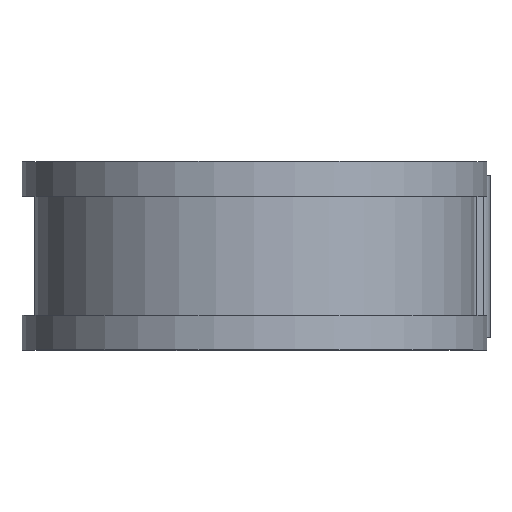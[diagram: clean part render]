
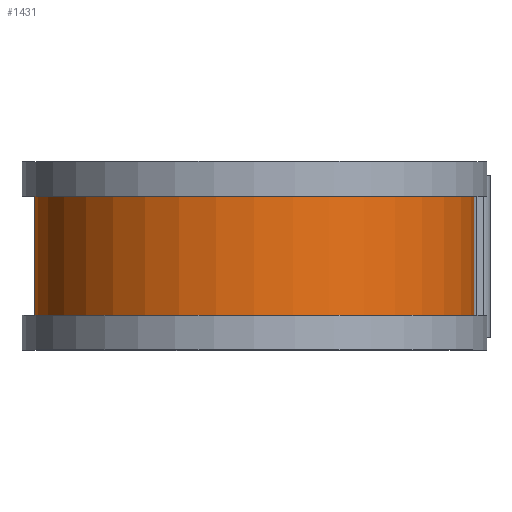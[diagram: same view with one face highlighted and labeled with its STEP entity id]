
A CAD part, top view. The second image highlights one B-rep face of the part: STEP entity #1431.
In plain terms, the highlighted cylindrical face has radius 25.756 mm (diameter 51.511 mm), a partial arc.
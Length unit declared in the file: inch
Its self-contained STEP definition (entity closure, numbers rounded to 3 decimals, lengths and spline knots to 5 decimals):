
#96 = VECTOR ( 'NONE', #1537, 39.37008 ) ;
#148 = DIRECTION ( 'NONE',  ( 0., 0., -1. ) ) ;
#279 = AXIS2_PLACEMENT_3D ( 'NONE', #528, #1456, #661 ) ;
#323 = VECTOR ( 'NONE', #1285, 39.37008 ) ;
#440 = FACE_OUTER_BOUND ( 'NONE', #1449, .T. ) ;
#460 = CARTESIAN_POINT ( 'NONE',  ( 0., 0.375, 0. ) ) ;
#528 = CARTESIAN_POINT ( 'NONE',  ( 0., 0.275, 0. ) ) ;
#607 = CARTESIAN_POINT ( 'NONE',  ( 0., 0.275, -1.014 ) ) ;
#608 = AXIS2_PLACEMENT_3D ( 'NONE', #1749, #895, #148 ) ;
#617 = EDGE_CURVE ( 'NONE', #972, #1416, #1501, .T. ) ;
#661 = DIRECTION ( 'NONE',  ( 0., 0., -1. ) ) ;
#895 = DIRECTION ( 'NONE',  ( 0., -1., 0. ) ) ;
#947 = DIRECTION ( 'NONE',  ( 0., -1., 0. ) ) ;
#972 = VERTEX_POINT ( 'NONE', #607 ) ;
#988 = LINE ( 'NONE', #1709, #323 ) ;
#1023 = EDGE_CURVE ( 'NONE', #1143, #1074, #988, .T. ) ;
#1057 = EDGE_CURVE ( 'NONE', #1143, #972, #1683, .T. ) ;
#1069 = EDGE_CURVE ( 'NONE', #1074, #1416, #1308, .T. ) ;
#1074 = VERTEX_POINT ( 'NONE', #1720 ) ;
#1081 = DIRECTION ( 'NONE',  ( 0., 0., -1. ) ) ;
#1140 = ORIENTED_EDGE ( 'NONE', *, *, #1057, .T. ) ;
#1143 = VERTEX_POINT ( 'NONE', #1622 ) ;
#1190 = ORIENTED_EDGE ( 'NONE', *, *, #1023, .F. ) ;
#1285 = DIRECTION ( 'NONE',  ( 0., -1., 0. ) ) ;
#1308 = CIRCLE ( 'NONE', #608, 1.014 ) ;
#1416 = VERTEX_POINT ( 'NONE', #1663 ) ;
#1431 = ADVANCED_FACE ( 'NONE', ( #440 ), #1457, .T. ) ;
#1449 = EDGE_LOOP ( 'NONE', ( #1190, #1140, #1504, #1744 ) ) ;
#1456 = DIRECTION ( 'NONE',  ( 0., -1., 0. ) ) ;
#1457 = CYLINDRICAL_SURFACE ( 'NONE', #1467, 1.014 ) ;
#1467 = AXIS2_PLACEMENT_3D ( 'NONE', #460, #947, #1081 ) ;
#1501 = LINE ( 'NONE', #1514, #96 ) ;
#1504 = ORIENTED_EDGE ( 'NONE', *, *, #617, .T. ) ;
#1514 = CARTESIAN_POINT ( 'NONE',  ( 0., 0.375, -1.014 ) ) ;
#1537 = DIRECTION ( 'NONE',  ( 0., -1., 0. ) ) ;
#1622 = CARTESIAN_POINT ( 'NONE',  ( 1.014, 0.275, 0. ) ) ;
#1663 = CARTESIAN_POINT ( 'NONE',  ( 0., -0.275, -1.014 ) ) ;
#1683 = CIRCLE ( 'NONE', #279, 1.014 ) ;
#1709 = CARTESIAN_POINT ( 'NONE',  ( 1.014, 0.375, 0. ) ) ;
#1720 = CARTESIAN_POINT ( 'NONE',  ( 1.014, -0.275, 0. ) ) ;
#1744 = ORIENTED_EDGE ( 'NONE', *, *, #1069, .F. ) ;
#1749 = CARTESIAN_POINT ( 'NONE',  ( 0., -0.275, 0. ) ) ;
